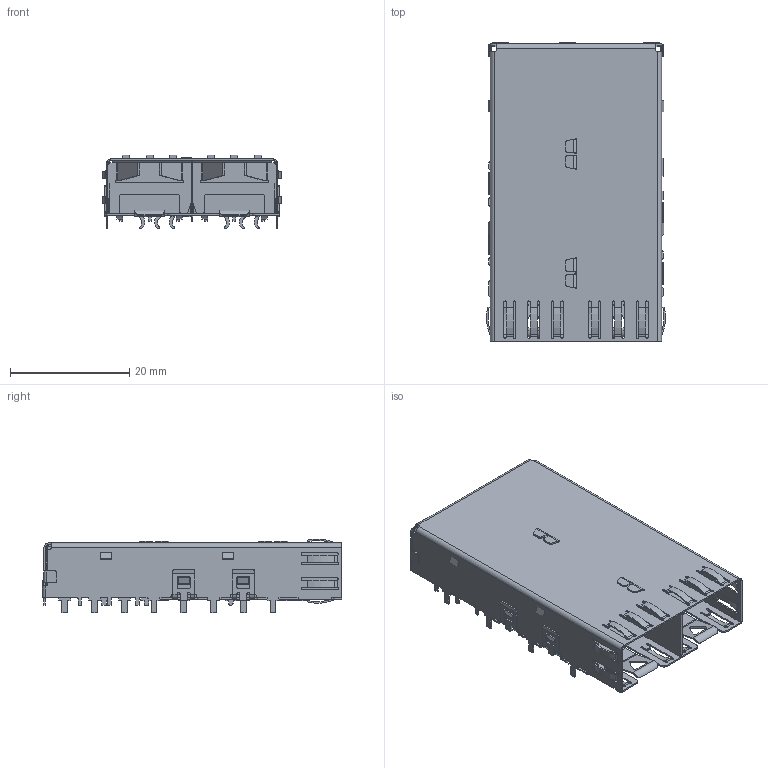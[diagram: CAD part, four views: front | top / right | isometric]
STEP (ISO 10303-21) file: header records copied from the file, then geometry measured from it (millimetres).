
FILE_DESCRIPTION((''),'2;1');
FILE_NAME('TYCO_1761014-1.stp','2014-02-24T09:54:15',(''),(''),'Mechanical Desktop 2011','Mechanical Desktop 2011',', , ');
FILE_SCHEMA(('AUTOMOTIVE_DESIGN { 1 2 10303 214 1 1 1 1 }'));
Length unit declared in the file: millimetre
Products named in the file (1): Product
Bounding box: 30.05 x 50.25 x 12.4 mm (x, y, z)
Volume: 1009.5 mm3; surface area: 8089.5 mm2
Topology: 1 solids, 1 shells, 1217 faces, 3657 edges, 2387 vertices
Faces by surface type: plane 715, cylinder 502
Entity records: 41828 total; most frequent: CARTESIAN_POINT 7829, ORIENTED_EDGE 7314, DIRECTION 7095, EDGE_CURVE 3657, VECTOR 2621, LINE 2621, VERTEX_POINT 2387, AXIS2_PLACEMENT_3D 2237
